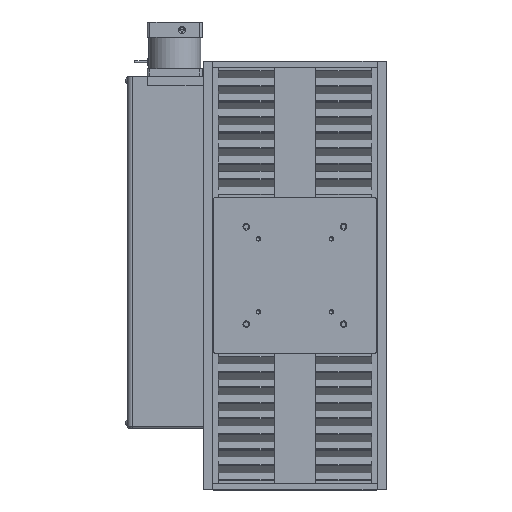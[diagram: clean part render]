
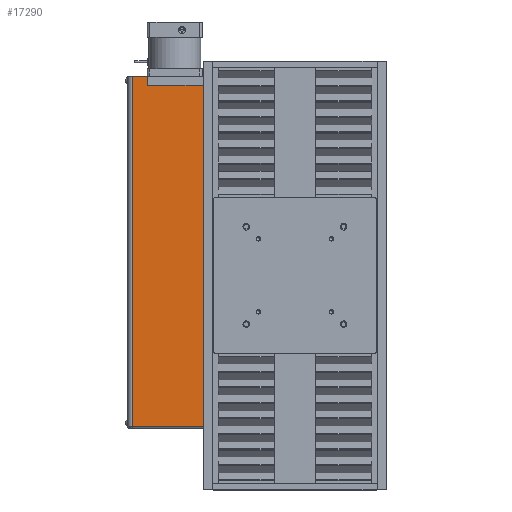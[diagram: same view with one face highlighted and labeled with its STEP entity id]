
A CAD part, top view. The second image highlights one B-rep face of the part: STEP entity #17290.
In plain terms, the highlighted planar face has unit normal (0, 0, 1).
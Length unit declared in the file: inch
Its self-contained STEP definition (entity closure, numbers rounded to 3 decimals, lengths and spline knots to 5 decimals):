
#116 = VECTOR ( 'NONE', #1200, 39.37008 ) ;
#1200 = DIRECTION ( 'NONE',  ( 1., 0., 0. ) ) ;
#1220 = CARTESIAN_POINT ( 'NONE',  ( -6.688, -0.6205, 1.86 ) ) ;
#1221 = LINE ( 'NONE', #1220, #116 ) ;
#1227 = CARTESIAN_POINT ( 'NONE',  ( -6.688, -0.6205, 1.86 ) ) ;
#1861 = VERTEX_POINT ( 'NONE', #10662 ) ;
#3161 = VERTEX_POINT ( 'NONE', #4195 ) ;
#3315 = EDGE_CURVE ( 'NONE', #3161, #12354, #3492, .T. ) ;
#3470 = DIRECTION ( 'NONE',  ( 1., 0., 0. ) ) ;
#3473 = CARTESIAN_POINT ( 'NONE',  ( -6.688, -0.9955, 1.86 ) ) ;
#3492 = LINE ( 'NONE', #3473, #9766 ) ;
#4195 = CARTESIAN_POINT ( 'NONE',  ( -6.0625, -0.9955, 1.86 ) ) ;
#4236 = DIRECTION ( 'NONE',  ( 0., 1., 0. ) ) ;
#4240 = CARTESIAN_POINT ( 'NONE',  ( -6.688, -2.1805, 1.86 ) ) ;
#4261 = LINE ( 'NONE', #4240, #12529 ) ;
#4611 = VERTEX_POINT ( 'NONE', #16496 ) ;
#4813 = CARTESIAN_POINT ( 'NONE',  ( -6.688, -15.0263, 1.86 ) ) ;
#5197 = EDGE_CURVE ( 'NONE', #12354, #4611, #13742, .T. ) ;
#5535 = VECTOR ( 'NONE', #12828, 39.37008 ) ;
#7254 = VECTOR ( 'NONE', #13716, 39.37008 ) ;
#7359 = ORIENTED_EDGE ( 'NONE', *, *, #3315, .F. ) ;
#7401 = ORIENTED_EDGE ( 'NONE', *, *, #17199, .T. ) ;
#7482 = ORIENTED_EDGE ( 'NONE', *, *, #11261, .F. ) ;
#7511 = ORIENTED_EDGE ( 'NONE', *, *, #10610, .F. ) ;
#7558 = ORIENTED_EDGE ( 'NONE', *, *, #9951, .T. ) ;
#7579 = ORIENTED_EDGE ( 'NONE', *, *, #16863, .F. ) ;
#7583 = ORIENTED_EDGE ( 'NONE', *, *, #13051, .F. ) ;
#7646 = ORIENTED_EDGE ( 'NONE', *, *, #5197, .F. ) ;
#7893 = DIRECTION ( 'NONE',  ( 1., 0., 0. ) ) ;
#7909 = CARTESIAN_POINT ( 'NONE',  ( -6.688, -15.0263, 1.86 ) ) ;
#7915 = LINE ( 'NONE', #7909, #8454 ) ;
#8454 = VECTOR ( 'NONE', #7893, 39.37008 ) ;
#8694 = VECTOR ( 'NONE', #10468, 39.37008 ) ;
#8883 = CARTESIAN_POINT ( 'NONE',  ( -3.75, -0.9763, 1.86 ) ) ;
#9766 = VECTOR ( 'NONE', #3470, 39.37008 ) ;
#9909 = DIRECTION ( 'NONE',  ( 1., 0., 0. ) ) ;
#9928 = DIRECTION ( 'NONE',  ( 0., 0., 1. ) ) ;
#9936 = CARTESIAN_POINT ( 'NONE',  ( -6.688, -2.1805, 1.86 ) ) ;
#9951 = EDGE_CURVE ( 'NONE', #18174, #1861, #7915, .T. ) ;
#9957 = PLANE ( 'NONE',  #12350 ) ;
#9959 = FACE_OUTER_BOUND ( 'NONE', #16722, .T. ) ;
#10468 = DIRECTION ( 'NONE',  ( 0., 1., 0. ) ) ;
#10487 = CARTESIAN_POINT ( 'NONE',  ( -6.0625, -0.6355, 1.86 ) ) ;
#10494 = LINE ( 'NONE', #10487, #8694 ) ;
#10610 = EDGE_CURVE ( 'NONE', #18174, #11259, #4261, .T. ) ;
#10662 = CARTESIAN_POINT ( 'NONE',  ( -3.75, -15.0263, 1.86 ) ) ;
#11259 = VERTEX_POINT ( 'NONE', #1227 ) ;
#11261 = EDGE_CURVE ( 'NONE', #11259, #15807, #1221, .T. ) ;
#12350 = AXIS2_PLACEMENT_3D ( 'NONE', #9936, #9928, #9909 ) ;
#12354 = VERTEX_POINT ( 'NONE', #15643 ) ;
#12529 = VECTOR ( 'NONE', #4236, 39.37008 ) ;
#12828 = DIRECTION ( 'NONE',  ( 0., -1., 0. ) ) ;
#12831 = CARTESIAN_POINT ( 'NONE',  ( -3.75, -2.5363, 1.86 ) ) ;
#12849 = LINE ( 'NONE', #12831, #5535 ) ;
#12882 = DIRECTION ( 'NONE',  ( 1., 0., 0. ) ) ;
#12886 = CARTESIAN_POINT ( 'NONE',  ( -6.688, -0.9763, 1.86 ) ) ;
#12905 = LINE ( 'NONE', #12886, #15306 ) ;
#13051 = EDGE_CURVE ( 'NONE', #4611, #17487, #12905, .T. ) ;
#13716 = DIRECTION ( 'NONE',  ( 0., 1., 0. ) ) ;
#13740 = CARTESIAN_POINT ( 'NONE',  ( -3.7655, -2.5363, 1.86 ) ) ;
#13742 = LINE ( 'NONE', #13740, #7254 ) ;
#15306 = VECTOR ( 'NONE', #12882, 39.37008 ) ;
#15643 = CARTESIAN_POINT ( 'NONE',  ( -3.7655, -0.9955, 1.86 ) ) ;
#15807 = VERTEX_POINT ( 'NONE', #17720 ) ;
#16496 = CARTESIAN_POINT ( 'NONE',  ( -3.7655, -0.9763, 1.86 ) ) ;
#16722 = EDGE_LOOP ( 'NONE', ( #7359, #7401, #7482, #7511, #7558, #7579, #7583, #7646 ) ) ;
#16863 = EDGE_CURVE ( 'NONE', #17487, #1861, #12849, .T. ) ;
#17199 = EDGE_CURVE ( 'NONE', #3161, #15807, #10494, .T. ) ;
#17290 = ADVANCED_FACE ( 'NONE', ( #9959 ), #9957, .T. ) ;
#17487 = VERTEX_POINT ( 'NONE', #8883 ) ;
#17720 = CARTESIAN_POINT ( 'NONE',  ( -6.0625, -0.6205, 1.86 ) ) ;
#18174 = VERTEX_POINT ( 'NONE', #4813 ) ;
